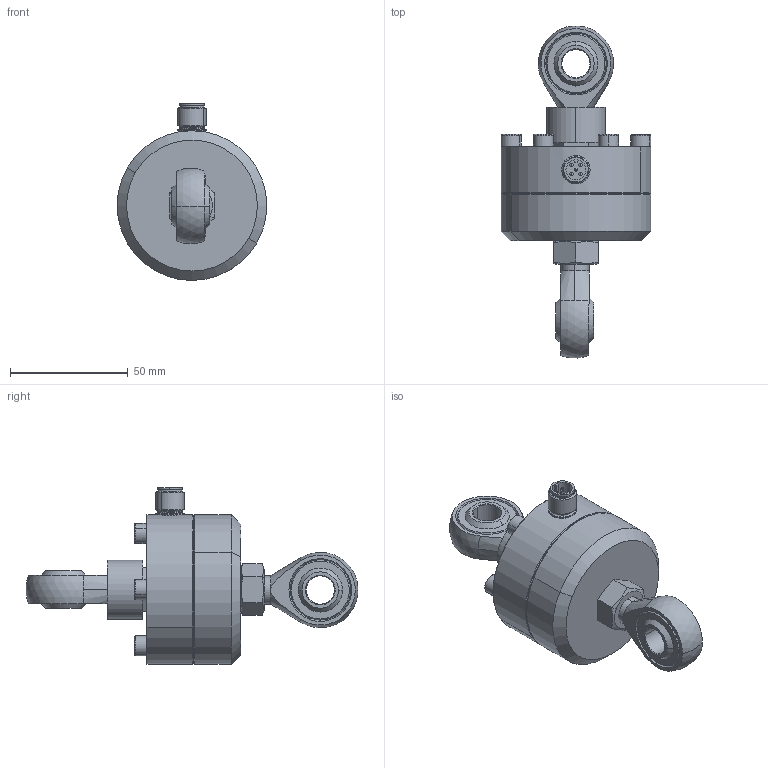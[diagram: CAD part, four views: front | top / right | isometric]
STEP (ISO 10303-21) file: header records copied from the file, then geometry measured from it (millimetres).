
FILE_DESCRIPTION(('STEP AP214'),'1');
FILE_NAME('µTC4 and µTC4-AMP with accessories.stp','2018-10-26T12:22:11',(' '),(' '),'Spatial InterOp 3D',' ',' ');
FILE_SCHEMA(('automotive_design'));
Length unit declared in the file: millimetre
Products named in the file (21): µTC4 and µTC4-AMP with accessories; Solido; Solido2; Solido3; M12 insert; Pin holder; Base; Componente1; Componente1 Geometry; O-RING 115 ø2.62; Serie; vite M5 L=30; TIC13; M12 maschio tipo K; 10_56_6481_2012_01; 10_56_6481_2012_02; M12 maschio tipo K2; 10_56_6481_2012_012; 10_56_6481_2012_022; Dado M12; Dado esag. DIN 934 M12-10
Assembly tree (25 placements, depth 3):
  µTC4 and µTC4-AMP with accessories
    Solido
    Solido2
    Solido3
    M12 insert
    Pin holder
    Base
    Componente1
      Componente1 Geometry
      O-RING 115 ø2.62
    Serie
      vite M5 L=30  x6
    TIC13
    M12 maschio tipo K
      10_56_6481_2012_01
      10_56_6481_2012_02
    M12 maschio tipo K2
      10_56_6481_2012_012
      10_56_6481_2012_022
    Dado M12
    Dado esag. DIN 934 M12-10
Bounding box: 63.54 x 140.73 x 75.01 mm (x, y, z)
Volume: 154528.6 mm3; surface area: 62165.3 mm2
Topology: 26 solids, 55 shells, 516 faces, 1229 edges, 821 vertices
Faces by surface type: cylinder 174, plane 147, cone 132, torus 42, sphere 21
Entity records: 16047 total; most frequent: DIRECTION 2365, CARTESIAN_POINT 2169, ORIENTED_EDGE 1766, AXIS2_PLACEMENT_3D 1023, EDGE_CURVE 941, VERTEX_POINT 639, CIRCLE 582, EDGE_LOOP 502
